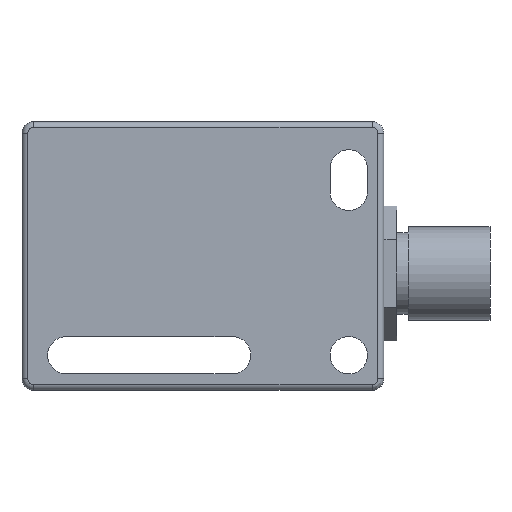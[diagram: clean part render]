
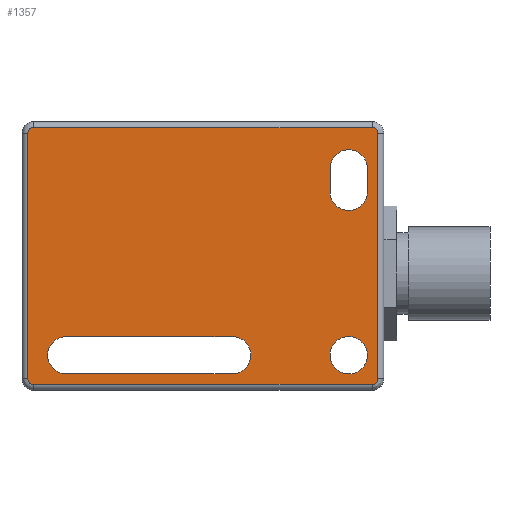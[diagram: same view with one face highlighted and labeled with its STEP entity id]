
A CAD part, left-side view. The second image highlights one B-rep face of the part: STEP entity #1357.
In plain terms, the highlighted planar face has unit normal (-1, 0, 0).
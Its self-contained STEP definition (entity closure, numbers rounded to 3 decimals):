
#285=CARTESIAN_POINT('',(-5.5,3.,-20.));
#286=DIRECTION('',(-1.,0.,0.));
#287=DIRECTION('',(0.,-1.,0.));
#288=AXIS2_PLACEMENT_3D('',#285,#286,#287);
#293=CARTESIAN_POINT('',(-5.5,3.,-20.));
#294=DIRECTION('',(-1.,0.,0.));
#295=DIRECTION('',(0.,1.,0.));
#296=AXIS2_PLACEMENT_3D('',#293,#294,#295);
#301=CARTESIAN_POINT('',(-5.5,27.2,-20.));
#302=DIRECTION('',(1.,0.,0.));
#303=DIRECTION('',(0.,0.,-1.));
#304=AXIS2_PLACEMENT_3D('',#301,#302,#303);
#309=DIRECTION('',(0.,1.,0.));
#310=VECTOR('',#309,14.2);
#311=CARTESIAN_POINT('',(-5.5,13.,-21.6));
#312=LINE('',#311,#310);
#316=CARTESIAN_POINT('',(-5.5,13.,-20.));
#317=DIRECTION('',(1.,0.,0.));
#318=DIRECTION('',(0.,0.,1.));
#319=AXIS2_PLACEMENT_3D('',#316,#317,#318);
#324=DIRECTION('',(0.,-1.,0.));
#325=VECTOR('',#324,14.2);
#326=CARTESIAN_POINT('',(-5.5,27.2,-18.4));
#327=LINE('',#326,#325);
#331=DIRECTION('',(0.,0.,-1.));
#332=VECTOR('',#331,2.);
#333=CARTESIAN_POINT('',(-5.5,1.4,-4.));
#334=LINE('',#333,#332);
#338=CARTESIAN_POINT('',(-5.5,3.,-4.));
#339=DIRECTION('',(1.,0.,0.));
#340=DIRECTION('',(0.,1.,0.));
#341=AXIS2_PLACEMENT_3D('',#338,#339,#340);
#346=DIRECTION('',(0.,0.,1.));
#347=VECTOR('',#346,2.);
#348=CARTESIAN_POINT('',(-5.5,4.6,-6.));
#349=LINE('',#348,#347);
#353=CARTESIAN_POINT('',(-5.5,3.,-6.));
#354=DIRECTION('',(1.,0.,0.));
#355=DIRECTION('',(0.,-1.,0.));
#356=AXIS2_PLACEMENT_3D('',#353,#354,#355);
#361=DIRECTION('',(0.,1.,0.));
#362=VECTOR('',#361,29.);
#363=CARTESIAN_POINT('',(-5.5,1.,-0.5));
#364=LINE('',#363,#362);
#368=CARTESIAN_POINT('',(-5.5,1.,-1.));
#369=DIRECTION('',(-1.,0.,0.));
#370=DIRECTION('',(0.,-1.,0.));
#371=AXIS2_PLACEMENT_3D('',#368,#369,#370);
#376=DIRECTION('',(0.,0.,1.));
#377=VECTOR('',#376,21.);
#378=CARTESIAN_POINT('',(-5.5,0.5,-22.));
#379=LINE('',#378,#377);
#383=CARTESIAN_POINT('',(-5.5,1.,-22.));
#384=DIRECTION('',(-1.,0.,0.));
#385=DIRECTION('',(0.,0.,-1.));
#386=AXIS2_PLACEMENT_3D('',#383,#384,#385);
#391=DIRECTION('',(0.,-1.,0.));
#392=VECTOR('',#391,29.);
#393=CARTESIAN_POINT('',(-5.5,30.,-22.5));
#394=LINE('',#393,#392);
#398=CARTESIAN_POINT('',(-5.5,30.,-22.));
#399=DIRECTION('',(-1.,0.,0.));
#400=DIRECTION('',(0.,1.,0.));
#401=AXIS2_PLACEMENT_3D('',#398,#399,#400);
#406=DIRECTION('',(0.,0.,-1.));
#407=VECTOR('',#406,21.);
#408=CARTESIAN_POINT('',(-5.5,30.5,-1.));
#409=LINE('',#408,#407);
#413=CARTESIAN_POINT('',(-5.5,30.,-1.));
#414=DIRECTION('',(-1.,0.,0.));
#415=DIRECTION('',(0.,0.,1.));
#416=AXIS2_PLACEMENT_3D('',#413,#414,#415);
#1023=CARTESIAN_POINT('',(-5.5,1.4,-20.));
#1024=CARTESIAN_POINT('',(-5.5,4.6,-20.));
#1025=VERTEX_POINT('',#1023);
#1026=VERTEX_POINT('',#1024);
#1035=CARTESIAN_POINT('',(-5.5,27.2,-21.6));
#1036=CARTESIAN_POINT('',(-5.5,27.2,-18.4));
#1037=VERTEX_POINT('',#1035);
#1038=VERTEX_POINT('',#1036);
#1039=CARTESIAN_POINT('',(-5.5,13.,-18.4));
#1040=VERTEX_POINT('',#1039);
#1041=CARTESIAN_POINT('',(-5.5,13.,-21.6));
#1042=VERTEX_POINT('',#1041);
#1051=CARTESIAN_POINT('',(-5.5,1.4,-4.));
#1052=CARTESIAN_POINT('',(-5.5,1.4,-6.));
#1053=VERTEX_POINT('',#1051);
#1054=VERTEX_POINT('',#1052);
#1055=CARTESIAN_POINT('',(-5.5,4.6,-6.));
#1056=VERTEX_POINT('',#1055);
#1057=CARTESIAN_POINT('',(-5.5,4.6,-4.));
#1058=VERTEX_POINT('',#1057);
#1131=CARTESIAN_POINT('',(-5.5,1.,-0.5));
#1132=CARTESIAN_POINT('',(-5.5,30.,-0.5));
#1133=VERTEX_POINT('',#1131);
#1134=VERTEX_POINT('',#1132);
#1139=CARTESIAN_POINT('',(-5.5,30.5,-1.));
#1140=VERTEX_POINT('',#1139);
#1143=CARTESIAN_POINT('',(-5.5,30.5,-22.));
#1144=VERTEX_POINT('',#1143);
#1147=CARTESIAN_POINT('',(-5.5,30.,-22.5));
#1148=VERTEX_POINT('',#1147);
#1151=CARTESIAN_POINT('',(-5.5,1.,-22.5));
#1152=VERTEX_POINT('',#1151);
#1155=CARTESIAN_POINT('',(-5.5,0.5,-22.));
#1156=VERTEX_POINT('',#1155);
#1159=CARTESIAN_POINT('',(-5.5,0.5,-1.));
#1160=VERTEX_POINT('',#1159);
#1310=CARTESIAN_POINT('',(-5.5,0.,-23.));
#1311=DIRECTION('',(-1.,0.,0.));
#1312=DIRECTION('',(0.,0.,1.));
#1313=AXIS2_PLACEMENT_3D('',#1310,#1311,#1312);
#1314=PLANE('',#1313);
#1316=ORIENTED_EDGE('',*,*,#1315,.F.);
#1318=ORIENTED_EDGE('',*,*,#1317,.F.);
#1320=ORIENTED_EDGE('',*,*,#1319,.F.);
#1322=ORIENTED_EDGE('',*,*,#1321,.F.);
#1324=ORIENTED_EDGE('',*,*,#1323,.F.);
#1326=ORIENTED_EDGE('',*,*,#1325,.F.);
#1328=ORIENTED_EDGE('',*,*,#1327,.F.);
#1330=ORIENTED_EDGE('',*,*,#1329,.F.);
#1331=EDGE_LOOP('',(#1316,#1318,#1320,#1322,#1324,#1326,#1328,#1330));
#1332=FACE_OUTER_BOUND('',#1331,.F.);
#1333=ORIENTED_EDGE('',*,*,#1290,.T.);
#1334=ORIENTED_EDGE('',*,*,#1304,.T.);
#1335=EDGE_LOOP('',(#1333,#1334));
#1336=FACE_BOUND('',#1335,.F.);
#1338=ORIENTED_EDGE('',*,*,#1337,.F.);
#1340=ORIENTED_EDGE('',*,*,#1339,.F.);
#1342=ORIENTED_EDGE('',*,*,#1341,.F.);
#1344=ORIENTED_EDGE('',*,*,#1343,.F.);
#1345=EDGE_LOOP('',(#1338,#1340,#1342,#1344));
#1346=FACE_BOUND('',#1345,.F.);
#1348=ORIENTED_EDGE('',*,*,#1347,.F.);
#1350=ORIENTED_EDGE('',*,*,#1349,.F.);
#1352=ORIENTED_EDGE('',*,*,#1351,.F.);
#1354=ORIENTED_EDGE('',*,*,#1353,.F.);
#1355=EDGE_LOOP('',(#1348,#1350,#1352,#1354));
#1356=FACE_BOUND('',#1355,.F.);
#1357=ADVANCED_FACE('',(#1332,#1336,#1346,#1356),#1314,.T.);
#289=CIRCLE('',#288,1.6);
#297=CIRCLE('',#296,1.6);
#305=CIRCLE('',#304,1.6);
#320=CIRCLE('',#319,1.6);
#342=CIRCLE('',#341,1.6);
#357=CIRCLE('',#356,1.6);
#372=CIRCLE('',#371,0.5);
#387=CIRCLE('',#386,0.5);
#402=CIRCLE('',#401,0.5);
#417=CIRCLE('',#416,0.5);
#1290=EDGE_CURVE('',#1025,#1026,#289,.T.);
#1304=EDGE_CURVE('',#1026,#1025,#297,.T.);
#1315=EDGE_CURVE('',#1133,#1134,#364,.T.);
#1317=EDGE_CURVE('',#1160,#1133,#372,.T.);
#1319=EDGE_CURVE('',#1156,#1160,#379,.T.);
#1321=EDGE_CURVE('',#1152,#1156,#387,.T.);
#1323=EDGE_CURVE('',#1148,#1152,#394,.T.);
#1325=EDGE_CURVE('',#1144,#1148,#402,.T.);
#1327=EDGE_CURVE('',#1140,#1144,#409,.T.);
#1329=EDGE_CURVE('',#1134,#1140,#417,.T.);
#1337=EDGE_CURVE('',#1037,#1038,#305,.T.);
#1339=EDGE_CURVE('',#1042,#1037,#312,.T.);
#1341=EDGE_CURVE('',#1040,#1042,#320,.T.);
#1343=EDGE_CURVE('',#1038,#1040,#327,.T.);
#1347=EDGE_CURVE('',#1053,#1054,#334,.T.);
#1349=EDGE_CURVE('',#1058,#1053,#342,.T.);
#1351=EDGE_CURVE('',#1056,#1058,#349,.T.);
#1353=EDGE_CURVE('',#1054,#1056,#357,.T.);
